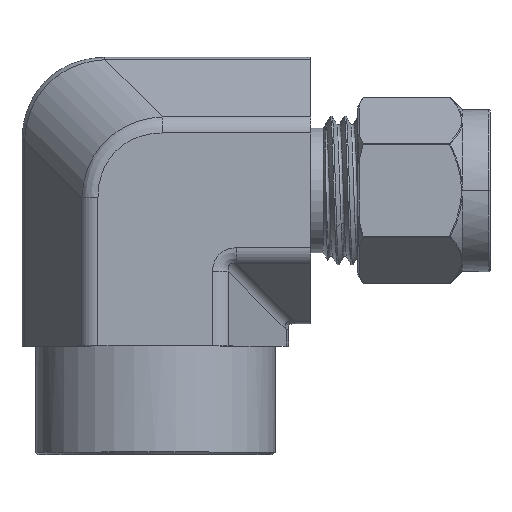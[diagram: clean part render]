
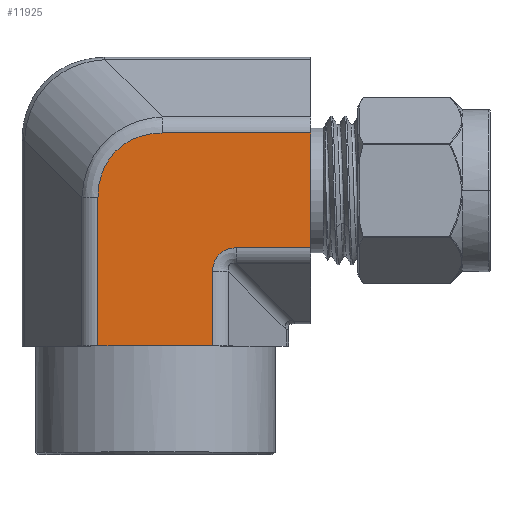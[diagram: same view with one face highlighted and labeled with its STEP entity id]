
A CAD part, top view. The second image highlights one B-rep face of the part: STEP entity #11925.
In plain terms, the highlighted planar face has unit normal (0, 0, 1).
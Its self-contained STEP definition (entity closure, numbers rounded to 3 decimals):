
#3367=DIRECTION('',(-1.,0.,0.));
#3368=VECTOR('',#3367,3.915);
#3369=CARTESIAN_POINT('',(6.178,-16.765,12.7));
#3370=LINE('',#3369,#3368);
#3412=DIRECTION('',(-1.,0.,0.));
#3413=VECTOR('',#3412,3.915);
#3414=CARTESIAN_POINT('',(-2.263,-16.765,12.7));
#3415=LINE('',#3414,#3413);
#3831=DIRECTION('',(1.,0.,0.));
#3832=VECTOR('',#3831,4.525);
#3833=CARTESIAN_POINT('',(-2.263,-16.765,12.7));
#3834=LINE('',#3833,#3832);
#3838=DIRECTION('',(0.,1.,0.));
#3839=VECTOR('',#3838,16.014);
#3840=CARTESIAN_POINT('',(-6.178,-16.765,12.7));
#3841=LINE('',#3840,#3839);
#3845=CARTESIAN_POINT('',(-6.178,-0.751,12.7));
#3846=CARTESIAN_POINT('',(-6.178,-0.61,12.7));
#3847=CARTESIAN_POINT('',(-6.171,-0.334,12.7));
#3848=CARTESIAN_POINT('',(-6.142,0.062,12.7));
#3849=CARTESIAN_POINT('',(-6.094,0.45,12.7));
#3850=CARTESIAN_POINT('',(-6.029,0.828,12.7));
#3851=CARTESIAN_POINT('',(-5.946,1.195,12.7));
#3852=CARTESIAN_POINT('',(-5.847,1.551,12.7));
#3853=CARTESIAN_POINT('',(-5.731,1.895,12.7));
#3854=CARTESIAN_POINT('',(-5.599,2.228,12.7));
#3855=CARTESIAN_POINT('',(-5.452,2.55,12.7));
#3856=CARTESIAN_POINT('',(-5.29,2.859,12.7));
#3857=CARTESIAN_POINT('',(-5.114,3.157,12.7));
#3858=CARTESIAN_POINT('',(-4.923,3.442,12.7));
#3859=CARTESIAN_POINT('',(-4.719,3.714,12.7));
#3860=CARTESIAN_POINT('',(-4.5,3.974,12.7));
#3861=CARTESIAN_POINT('',(-4.269,4.221,12.7));
#3862=CARTESIAN_POINT('',(-4.024,4.456,12.7));
#3863=CARTESIAN_POINT('',(-3.766,4.677,12.7));
#3864=CARTESIAN_POINT('',(-3.494,4.885,12.7));
#3865=CARTESIAN_POINT('',(-3.209,5.08,12.7));
#3866=CARTESIAN_POINT('',(-2.911,5.261,12.7));
#3867=CARTESIAN_POINT('',(-2.6,5.427,12.7));
#3868=CARTESIAN_POINT('',(-2.277,5.578,12.7));
#3869=CARTESIAN_POINT('',(-1.941,5.714,12.7));
#3870=CARTESIAN_POINT('',(-1.593,5.834,12.7));
#3871=CARTESIAN_POINT('',(-1.232,5.937,12.7));
#3872=CARTESIAN_POINT('',(-0.86,6.022,12.7));
#3873=CARTESIAN_POINT('',(-0.476,6.09,12.7));
#3874=CARTESIAN_POINT('',(-0.08,6.14,12.7));
#3875=CARTESIAN_POINT('',(0.329,6.171,12.7));
#3876=CARTESIAN_POINT('',(0.609,6.178,12.7));
#3877=CARTESIAN_POINT('',(0.751,6.178,12.7));
#3882=DIRECTION('',(1.,0.,0.));
#3883=VECTOR('',#3882,16.014);
#3884=CARTESIAN_POINT('',(0.751,6.178,12.7));
#3885=LINE('',#3884,#3883);
#3889=DIRECTION('',(-1.,0.,0.));
#3890=VECTOR('',#3889,7.989);
#3891=CARTESIAN_POINT('',(16.765,-6.178,12.7));
#3892=LINE('',#3891,#3890);
#3896=CARTESIAN_POINT('',(8.776,-6.178,12.7));
#3897=CARTESIAN_POINT('',(8.722,-6.178,12.7));
#3898=CARTESIAN_POINT('',(8.619,-6.18,12.7));
#3899=CARTESIAN_POINT('',(8.477,-6.191,12.7));
#3900=CARTESIAN_POINT('',(8.337,-6.207,12.7));
#3901=CARTESIAN_POINT('',(8.2,-6.23,12.7));
#3902=CARTESIAN_POINT('',(8.064,-6.26,12.7));
#3903=CARTESIAN_POINT('',(7.927,-6.297,12.7));
#3904=CARTESIAN_POINT('',(7.794,-6.341,12.7));
#3905=CARTESIAN_POINT('',(7.668,-6.39,12.7));
#3906=CARTESIAN_POINT('',(7.549,-6.444,12.7));
#3907=CARTESIAN_POINT('',(7.435,-6.503,12.7));
#3908=CARTESIAN_POINT('',(7.325,-6.568,12.7));
#3909=CARTESIAN_POINT('',(7.219,-6.638,12.7));
#3910=CARTESIAN_POINT('',(7.116,-6.713,12.7));
#3911=CARTESIAN_POINT('',(7.018,-6.794,12.7));
#3912=CARTESIAN_POINT('',(6.926,-6.879,12.7));
#3913=CARTESIAN_POINT('',(6.839,-6.969,12.7));
#3914=CARTESIAN_POINT('',(6.755,-7.064,12.7));
#3915=CARTESIAN_POINT('',(6.677,-7.164,12.7));
#3916=CARTESIAN_POINT('',(6.603,-7.269,12.7));
#3917=CARTESIAN_POINT('',(6.536,-7.378,12.7));
#3918=CARTESIAN_POINT('',(6.473,-7.492,12.7));
#3919=CARTESIAN_POINT('',(6.414,-7.613,12.7));
#3920=CARTESIAN_POINT('',(6.361,-7.742,12.7));
#3921=CARTESIAN_POINT('',(6.313,-7.876,12.7));
#3922=CARTESIAN_POINT('',(6.273,-8.012,12.7));
#3923=CARTESIAN_POINT('',(6.241,-8.148,12.7));
#3924=CARTESIAN_POINT('',(6.215,-8.285,12.7));
#3925=CARTESIAN_POINT('',(6.195,-8.429,12.7));
#3926=CARTESIAN_POINT('',(6.182,-8.588,12.7));
#3927=CARTESIAN_POINT('',(6.178,-8.711,12.7));
#3928=CARTESIAN_POINT('',(6.178,-8.776,12.7));
#3933=DIRECTION('',(0.,-1.,0.));
#3934=VECTOR('',#3933,7.989);
#3935=CARTESIAN_POINT('',(6.178,-8.776,12.7));
#3936=LINE('',#3935,#3934);
#4190=DIRECTION('',(0.,-1.,0.));
#4191=VECTOR('',#4190,12.355);
#4192=CARTESIAN_POINT('',(16.765,6.178,12.7));
#4193=LINE('',#4192,#4191);
#9077=CARTESIAN_POINT('',(16.765,6.178,12.7));
#9079=VERTEX_POINT('',#9077);
#9080=CARTESIAN_POINT('',(0.751,6.178,12.7));
#9081=VERTEX_POINT('',#9080);
#9085=VERTEX_POINT('',#3845);
#9086=CARTESIAN_POINT('',(-6.178,-16.765,12.7));
#9088=VERTEX_POINT('',#9086);
#9090=CARTESIAN_POINT('',(16.765,-6.178,12.7));
#9091=VERTEX_POINT('',#9090);
#9093=CARTESIAN_POINT('',(6.178,-16.765,12.7));
#9095=VERTEX_POINT('',#9093);
#9096=CARTESIAN_POINT('',(6.178,-8.776,12.7));
#9097=VERTEX_POINT('',#9096);
#9101=VERTEX_POINT('',#3896);
#9148=CARTESIAN_POINT('',(-2.263,-16.765,12.7));
#9149=CARTESIAN_POINT('',(2.263,-16.765,12.7));
#9150=VERTEX_POINT('',#9148);
#9151=VERTEX_POINT('',#9149);
#11903=CARTESIAN_POINT('',(0.,7.332,12.7));
#11904=DIRECTION('',(0.,0.,1.));
#11905=DIRECTION('',(0.,-1.,0.));
#11906=AXIS2_PLACEMENT_3D('',#11903,#11904,#11905);
#11907=PLANE('',#11906);
#11908=ORIENTED_EDGE('',*,*,#11477,.F.);
#11909=ORIENTED_EDGE('',*,*,#11392,.T.);
#11911=ORIENTED_EDGE('',*,*,#11910,.T.);
#11913=ORIENTED_EDGE('',*,*,#11912,.T.);
#11915=ORIENTED_EDGE('',*,*,#11914,.T.);
#11917=ORIENTED_EDGE('',*,*,#11916,.T.);
#11919=ORIENTED_EDGE('',*,*,#11918,.T.);
#11920=ORIENTED_EDGE('',*,*,#11883,.T.);
#11921=ORIENTED_EDGE('',*,*,#11896,.T.);
#11922=ORIENTED_EDGE('',*,*,#11373,.T.);
#11923=EDGE_LOOP('',(#11908,#11909,#11911,#11913,#11915,#11917,#11919,#11920,
#11921,#11922));
#11924=FACE_OUTER_BOUND('',#11923,.F.);
#3878=B_SPLINE_CURVE_WITH_KNOTS('',3,(#3845,#3846,#3847,#3848,#3849,#3850,#3851,
#3852,#3853,#3854,#3855,#3856,#3857,#3858,#3859,#3860,#3861,#3862,#3863,#3864,
#3865,#3866,#3867,#3868,#3869,#3870,#3871,#3872,#3873,#3874,#3875,#3876,#3877),
.UNSPECIFIED.,.F.,.F.,(4,1,1,1,1,1,1,1,1,1,1,1,1,1,1,1,1,1,1,1,1,1,1,1,1,1,1,1,
1,1,4),(0.,0.033,0.067,0.1,0.133,
0.167,0.2,0.233,0.267,0.3,
0.333,0.367,0.4,0.433,0.467,
0.5,0.533,0.567,0.6,0.633,
0.667,0.7,0.733,0.767,0.8,
0.833,0.867,0.9,0.933,0.967,
1.),.UNSPECIFIED.);
#3929=B_SPLINE_CURVE_WITH_KNOTS('',3,(#3896,#3897,#3898,#3899,#3900,#3901,#3902,
#3903,#3904,#3905,#3906,#3907,#3908,#3909,#3910,#3911,#3912,#3913,#3914,#3915,
#3916,#3917,#3918,#3919,#3920,#3921,#3922,#3923,#3924,#3925,#3926,#3927,#3928),
.UNSPECIFIED.,.F.,.F.,(4,1,1,1,1,1,1,1,1,1,1,1,1,1,1,1,1,1,1,1,1,1,1,1,1,1,1,1,
1,1,4),(0.,0.033,0.067,0.1,0.133,
0.167,0.2,0.233,0.267,0.3,
0.333,0.367,0.4,0.433,0.467,
0.5,0.533,0.567,0.6,0.633,
0.667,0.7,0.733,0.767,0.8,
0.833,0.867,0.9,0.933,0.967,
1.),.UNSPECIFIED.);
#11373=EDGE_CURVE('',#9095,#9151,#3370,.T.);
#11392=EDGE_CURVE('',#9150,#9088,#3415,.T.);
#11477=EDGE_CURVE('',#9150,#9151,#3834,.T.);
#11883=EDGE_CURVE('',#9101,#9097,#3929,.T.);
#11896=EDGE_CURVE('',#9097,#9095,#3936,.T.);
#11910=EDGE_CURVE('',#9088,#9085,#3841,.T.);
#11912=EDGE_CURVE('',#9085,#9081,#3878,.T.);
#11914=EDGE_CURVE('',#9081,#9079,#3885,.T.);
#11916=EDGE_CURVE('',#9079,#9091,#4193,.T.);
#11918=EDGE_CURVE('',#9091,#9101,#3892,.T.);
#11925=ADVANCED_FACE('',(#11924),#11907,.T.);
